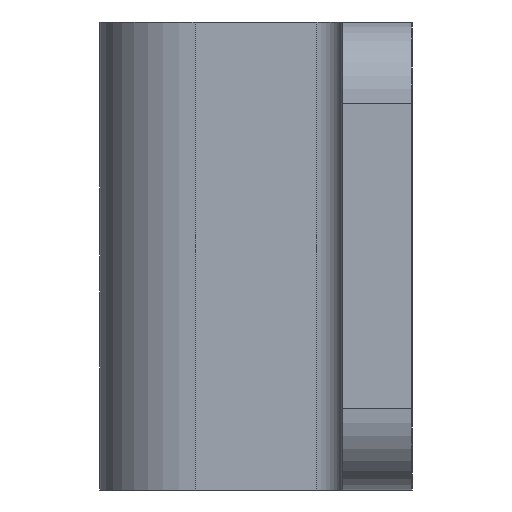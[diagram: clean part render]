
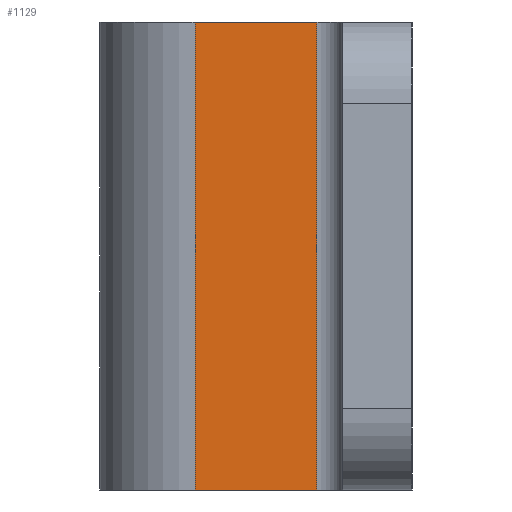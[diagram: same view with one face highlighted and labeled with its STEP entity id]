
A CAD part, left-side view. The second image highlights one B-rep face of the part: STEP entity #1129.
In plain terms, the highlighted planar face has unit normal (-1, 0, 0).
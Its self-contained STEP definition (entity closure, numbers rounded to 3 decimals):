
#274=DIRECTION('',(0.,0.,1.));
#275=VECTOR('',#274,18.);
#276=CARTESIAN_POINT('',(-30.,8.343,-9.));
#277=LINE('',#276,#275);
#308=DIRECTION('',(0.,1.,0.));
#309=VECTOR('',#308,4.686);
#310=CARTESIAN_POINT('',(-30.,3.657,-9.));
#311=LINE('',#310,#309);
#312=DIRECTION('',(0.,0.,1.));
#313=VECTOR('',#312,18.);
#314=CARTESIAN_POINT('',(-30.,3.657,-9.));
#315=LINE('',#314,#313);
#324=DIRECTION('',(0.,1.,0.));
#325=VECTOR('',#324,4.686);
#326=CARTESIAN_POINT('',(-30.,3.657,9.));
#327=LINE('',#326,#325);
#571=CARTESIAN_POINT('',(-30.,3.657,-9.));
#573=VERTEX_POINT('',#571);
#574=CARTESIAN_POINT('',(-30.,8.343,-9.));
#575=VERTEX_POINT('',#574);
#587=CARTESIAN_POINT('',(-30.,3.657,9.));
#589=VERTEX_POINT('',#587);
#590=CARTESIAN_POINT('',(-30.,8.343,9.));
#591=VERTEX_POINT('',#590);
#1116=CARTESIAN_POINT('',(-30.,3.657,-9.));
#1117=DIRECTION('',(1.,0.,0.));
#1118=DIRECTION('',(0.,1.,0.));
#1119=AXIS2_PLACEMENT_3D('',#1116,#1117,#1118);
#1120=PLANE('',#1119);
#1121=ORIENTED_EDGE('',*,*,#1109,.T.);
#1122=ORIENTED_EDGE('',*,*,#1054,.T.);
#1124=ORIENTED_EDGE('',*,*,#1123,.F.);
#1126=ORIENTED_EDGE('',*,*,#1125,.F.);
#1127=EDGE_LOOP('',(#1121,#1122,#1124,#1126));
#1128=FACE_OUTER_BOUND('',#1127,.F.);
#1129=ADVANCED_FACE('',(#1128),#1120,.F.);
#1054=EDGE_CURVE('',#575,#591,#277,.T.);
#1109=EDGE_CURVE('',#573,#575,#311,.T.);
#1123=EDGE_CURVE('',#589,#591,#327,.T.);
#1125=EDGE_CURVE('',#573,#589,#315,.T.);
